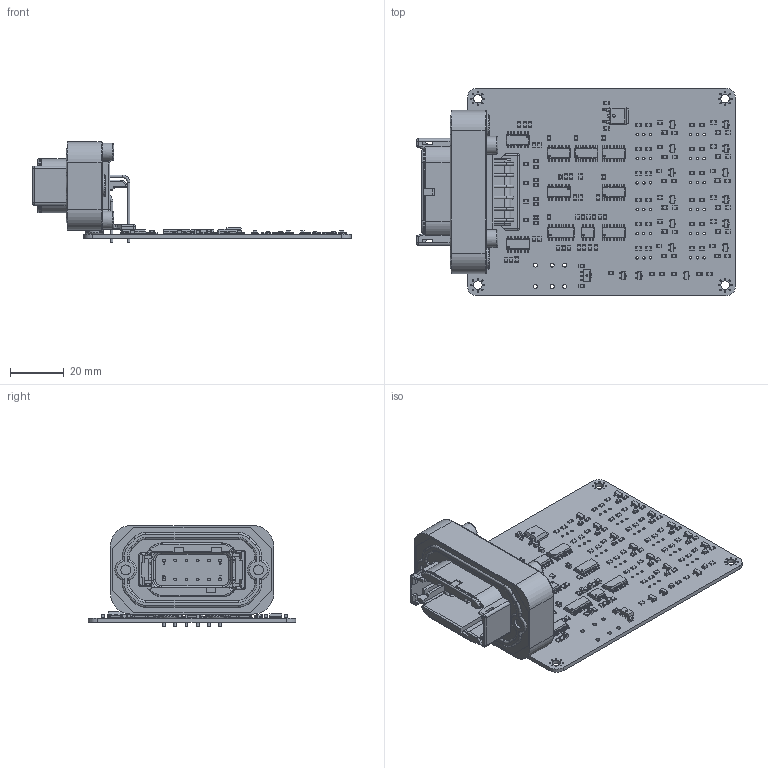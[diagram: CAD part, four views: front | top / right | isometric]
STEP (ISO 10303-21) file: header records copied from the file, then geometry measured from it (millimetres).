
FILE_DESCRIPTION(/* description */ ('KiCad electronic assembly'),/* implementation_level */ '2;1');
FILE_NAME(/* name */ '27JAN_BSPD v4 Rev 5.step',/* time_stamp */ '2026-01-27T00:33:08+07:00',/* author */ (''),/* organization */ (''),/* preprocessor_version */ 'ST-DEVELOPER v20.1',/* originating_system */ 'Autodesk Translation Framework v14.21.0.0',/* authorisation */ '');
FILE_SCHEMA (('AUTOMOTIVE_DESIGN { 1 0 10303 214 3 1 1 }'));
Products named in the file (14): 27JAN_BSPD v4 Rev 5 1; SOT-89-3; 27JAN_BSPD v4 Rev 5 1.7.1; SOIC-8_3.9x4.9mm_P1.27mm; TO-252-2; 27JAN_BSPD v4 Rev 5 1.90.1; SOIC-16_3.9x9.9mm_P1.27mm; BSPD v4 Rev 5_PCB; SOIC-14_3.9x8.7mm_P1.27mm; C_0805_2012Metric; SOT-23; LED_0805_2012Metric; R_0805_2012Metric; C-DTM13-12PA
Assembly tree (148 placements, depth 3):
  27JAN_BSPD v4 Rev 5 1
    R_0805_2012Metric  x82
    LED_0805_2012Metric  x14
    SOIC-14_3.9x8.7mm_P1.27mm  x8
    SOT-89-3
      27JAN_BSPD v4 Rev 5 1.7.1
    C_0805_2012Metric  x21
    SOT-23  x15
    SOIC-8_3.9x4.9mm_P1.27mm
    TO-252-2
      27JAN_BSPD v4 Rev 5 1.90.1
    SOIC-16_3.9x9.9mm_P1.27mm
    BSPD v4 Rev 5_PCB
    C-DTM13-12PA
Bounding box: 118.96 x 77.5 x 37.59 mm (x, y, z)
Volume: 41283.9 mm3; surface area: 33423 mm2
Topology: 154 solids, 154 shells, 7896 faces, 20643 edges, 13166 vertices
Faces by surface type: plane 5578, cylinder 2143, torus 88, bspline 42, sphere 31, cone 14
Full cylindrical faces by diameter (mm): 0.5 x32, 0.7 x1, 0.9 x36, 1 x1, 1.003 x48, 1.2 x12, 1.5 x6, 3.175 x6, 3.2 x4, 3.5 x2, 3.683 x2, 6 x1, 6.604 x6, 8.128 x2
Entity records: 66891 total; most frequent: CARTESIAN_POINT 15709, DIRECTION 10517, ORIENTED_EDGE 10142, EDGE_CURVE 5071, LINE 3615, VECTOR 3615, AXIS2_PLACEMENT_3D 3451, VERTEX_POINT 3191
